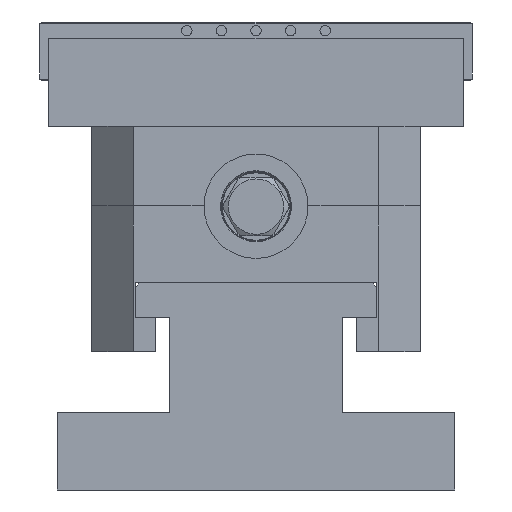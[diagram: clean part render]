
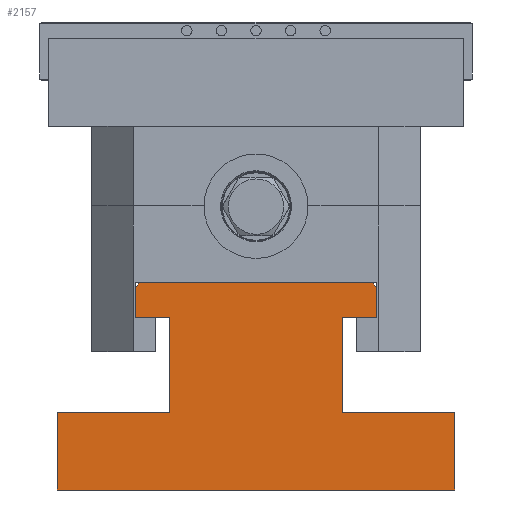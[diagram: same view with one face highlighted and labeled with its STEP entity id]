
A CAD part, left-side view. The second image highlights one B-rep face of the part: STEP entity #2157.
In plain terms, the highlighted planar face has unit normal (-1, 0, 0).
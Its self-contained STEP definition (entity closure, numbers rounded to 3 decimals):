
#2157=ADVANCED_FACE('',(#3217),#2867,.T.);
#2867=PLANE('',#11364);
#3217=FACE_OUTER_BOUND('',#3550,.T.);
#3550=EDGE_LOOP('',(#4743,#4744,#4745,#4746,#4747,#4748,#4749,#4750,#4751,
#4752,#4753,#4754,#4755,#4756));
#4743=ORIENTED_EDGE('',*,*,#8497,.T.);
#4744=ORIENTED_EDGE('',*,*,#8503,.T.);
#4745=ORIENTED_EDGE('',*,*,#8504,.F.);
#4746=ORIENTED_EDGE('',*,*,#8505,.T.);
#4747=ORIENTED_EDGE('',*,*,#8506,.T.);
#4748=ORIENTED_EDGE('',*,*,#8507,.T.);
#4749=ORIENTED_EDGE('',*,*,#8473,.F.);
#4750=ORIENTED_EDGE('',*,*,#8508,.T.);
#4751=ORIENTED_EDGE('',*,*,#8501,.T.);
#4752=ORIENTED_EDGE('',*,*,#8509,.F.);
#4753=ORIENTED_EDGE('',*,*,#8510,.F.);
#4754=ORIENTED_EDGE('',*,*,#8511,.F.);
#4755=ORIENTED_EDGE('',*,*,#8489,.T.);
#4756=ORIENTED_EDGE('',*,*,#8512,.T.);
#7409=VERTEX_POINT('',#15890);
#7410=VERTEX_POINT('',#15892);
#7425=VERTEX_POINT('',#15926);
#7426=VERTEX_POINT('',#15928);
#7433=VERTEX_POINT('',#15943);
#7434=VERTEX_POINT('',#15945);
#7437=VERTEX_POINT('',#15952);
#7438=VERTEX_POINT('',#15954);
#7439=VERTEX_POINT('',#15958);
#7440=VERTEX_POINT('',#15960);
#7441=VERTEX_POINT('',#15962);
#7442=VERTEX_POINT('',#15964);
#7443=VERTEX_POINT('',#15968);
#7444=VERTEX_POINT('',#15970);
#8473=EDGE_CURVE('',#7409,#7410,#9821,.T.);
#8489=EDGE_CURVE('',#7426,#7425,#9837,.T.);
#8497=EDGE_CURVE('',#7434,#7433,#9843,.T.);
#8501=EDGE_CURVE('',#7438,#7437,#9847,.T.);
#8503=EDGE_CURVE('',#7433,#7439,#9849,.T.);
#8504=EDGE_CURVE('',#7440,#7439,#9850,.T.);
#8505=EDGE_CURVE('',#7440,#7441,#9851,.T.);
#8506=EDGE_CURVE('',#7441,#7442,#9852,.T.);
#8507=EDGE_CURVE('',#7442,#7410,#9853,.T.);
#8508=EDGE_CURVE('',#7409,#7438,#9854,.T.);
#8509=EDGE_CURVE('',#7443,#7437,#9855,.T.);
#8510=EDGE_CURVE('',#7444,#7443,#9856,.T.);
#8511=EDGE_CURVE('',#7426,#7444,#9857,.T.);
#8512=EDGE_CURVE('',#7425,#7434,#9858,.T.);
#9821=LINE('',#15891,#10593);
#9837=LINE('',#15927,#10609);
#9843=LINE('',#15944,#10615);
#9847=LINE('',#15953,#10619);
#9849=LINE('',#15957,#10621);
#9850=LINE('',#15959,#10622);
#9851=LINE('',#15961,#10623);
#9852=LINE('',#15963,#10624);
#9853=LINE('',#15965,#10625);
#9854=LINE('',#15966,#10626);
#9855=LINE('',#15967,#10627);
#9856=LINE('',#15969,#10628);
#9857=LINE('',#15971,#10629);
#9858=LINE('',#15972,#10630);
#10593=VECTOR('',#12618,1.);
#10609=VECTOR('',#12642,1.);
#10615=VECTOR('',#12654,1.);
#10619=VECTOR('',#12660,1.);
#10621=VECTOR('',#12664,1.);
#10622=VECTOR('',#12665,1.);
#10623=VECTOR('',#12666,1.);
#10624=VECTOR('',#12667,1.);
#10625=VECTOR('',#12668,1.);
#10626=VECTOR('',#12669,1.);
#10627=VECTOR('',#12670,1.);
#10628=VECTOR('',#12671,1.);
#10629=VECTOR('',#12672,1.);
#10630=VECTOR('',#12673,1.);
#11364=AXIS2_PLACEMENT_3D('',#15973,#12674,#12675);
#12618=DIRECTION('',(0.,0.,1.));
#12642=DIRECTION('',(0.,0.,1.));
#12654=DIRECTION('',(0.,1.,0.));
#12660=DIRECTION('',(0.,0.,1.));
#12664=DIRECTION('',(0.,0.707,-0.707));
#12665=DIRECTION('',(0.,0.,1.));
#12666=DIRECTION('',(0.,-1.,0.));
#12667=DIRECTION('',(0.,0.,-1.));
#12668=DIRECTION('',(0.,1.,0.));
#12669=DIRECTION('',(0.,-1.,0.));
#12670=DIRECTION('',(0.,-1.,0.));
#12671=DIRECTION('',(0.,0.,-1.));
#12672=DIRECTION('',(0.,1.,0.));
#12673=DIRECTION('',(0.,0.707,0.707));
#12674=DIRECTION('',(-1.,0.,0.));
#12675=DIRECTION('',(0.,0.,1.));
#15890=CARTESIAN_POINT('',(164.778,100.,-5.6));
#15891=CARTESIAN_POINT('',(164.778,100.,-5.9));
#15892=CARTESIAN_POINT('',(164.778,100.,16.9));
#15926=CARTESIAN_POINT('',(164.778,7.5,53.));
#15927=CARTESIAN_POINT('',(164.778,7.5,-5.9));
#15928=CARTESIAN_POINT('',(164.778,7.5,44.4));
#15943=CARTESIAN_POINT('',(164.778,76.1,54.4));
#15944=CARTESIAN_POINT('',(164.778,42.5,54.4));
#15945=CARTESIAN_POINT('',(164.778,8.9,54.4));
#15952=CARTESIAN_POINT('',(164.778,-15.,16.9));
#15953=CARTESIAN_POINT('',(164.778,-15.,-5.9));
#15954=CARTESIAN_POINT('',(164.778,-15.,-5.6));
#15957=CARTESIAN_POINT('',(164.778,89.45,41.05));
#15958=CARTESIAN_POINT('',(164.778,77.5,53.));
#15959=CARTESIAN_POINT('',(164.778,77.5,-5.9));
#15960=CARTESIAN_POINT('',(164.778,77.5,44.4));
#15961=CARTESIAN_POINT('',(164.778,100.,44.4));
#15962=CARTESIAN_POINT('',(164.778,67.5,44.4));
#15963=CARTESIAN_POINT('',(164.778,67.5,-5.9));
#15964=CARTESIAN_POINT('',(164.778,67.5,16.9));
#15965=CARTESIAN_POINT('',(164.778,42.5,16.9));
#15966=CARTESIAN_POINT('',(164.778,42.5,-5.6));
#15967=CARTESIAN_POINT('',(164.778,42.5,16.9));
#15968=CARTESIAN_POINT('',(164.778,17.5,16.9));
#15969=CARTESIAN_POINT('',(164.778,17.5,-5.9));
#15970=CARTESIAN_POINT('',(164.778,17.5,44.4));
#15971=CARTESIAN_POINT('',(164.778,42.5,44.4));
#15972=CARTESIAN_POINT('',(164.778,-4.45,41.05));
#15973=CARTESIAN_POINT('',(164.778,42.5,-5.9));
